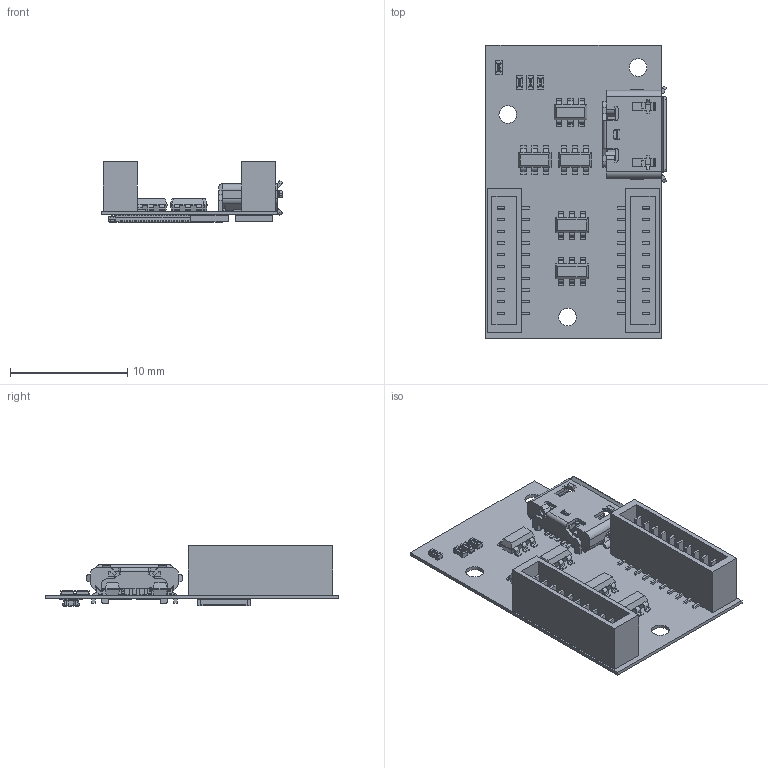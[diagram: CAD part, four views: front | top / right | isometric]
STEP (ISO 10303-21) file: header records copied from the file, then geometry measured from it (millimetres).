
FILE_DESCRIPTION(('Open CASCADE Model'),'2;1');
FILE_NAME('Open CASCADE Shape Model','2020-06-02T15:40:47',('Author'),( 'Open CASCADE'),'Open CASCADE STEP processor 6.8','Open CASCADE 6.8' ,'Unknown');
FILE_SCHEMA(('AUTOMOTIVE_DESIGN { 1 0 10303 214 1 1 1 1 }'));
Length unit declared in the file: millimetre
Products named in the file (24): PCB; Board; Open CASCADE STEP translator 6.8 22.1.1; J1; axe640124; J2; st-wf-10-010_RGB16777215; J3; J4; MicroUSB-B_Molex; U4; SOT-23-6; U5; U1; U2; U3; R1; R1812; R2; R4; RES_1005-0402; R5; R3; R6
Assembly tree (32 placements, depth 3):
  PCB
    Board
      Open CASCADE STEP translator 6.8 22.1.1
    J1
      axe640124
    J2
      st-wf-10-010_RGB16777215
    J3
      st-wf-10-010_RGB16777215
    J4
      MicroUSB-B_Molex
    U4
      SOT-23-6
    U5
      SOT-23-6
    U1
      SOT-23-6
    U2
      SOT-23-6
    U3
      SOT-23-6
    R1
      R1812
    R2
      R1812
    R4
      RES_1005-0402
    R5
      RES_1005-0402
    R3
      RES_1005-0402
    R6
      RES_1005-0402
Bounding box: 15.42 x 25 x 5.18 mm (x, y, z)
Volume: 334.8 mm3; surface area: 1963.8 mm2
Topology: 28 solids, 28 shells, 2417 faces, 6679 edges, 4350 vertices
Faces by surface type: plane 1882, cylinder 347, bspline 180, cone 4, torus 4
Full cylindrical faces by diameter (mm): 0.61 x2, 1.5 x3
Entity records: 55632 total; most frequent: CARTESIAN_POINT 13399, ORIENTED_EDGE 8712, DIRECTION 7744, EDGE_CURVE 4356, LINE 3598, VECTOR 3598, VERTEX_POINT 2840, AXIS2_PLACEMENT_3D 2073
